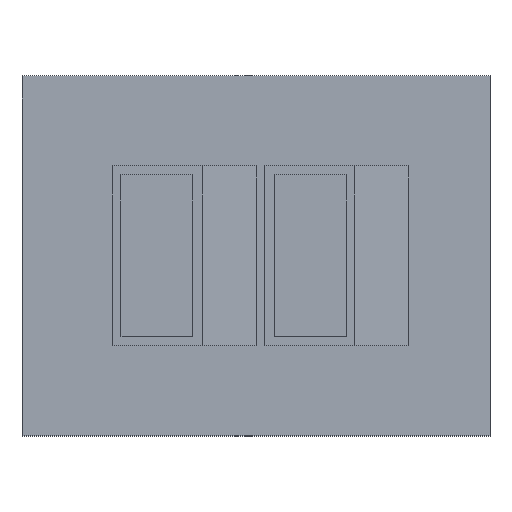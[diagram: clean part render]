
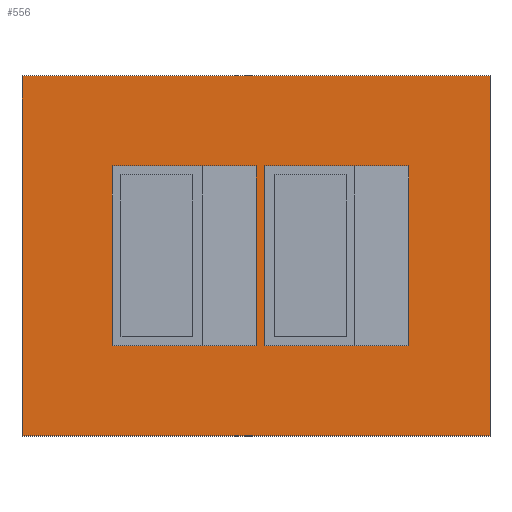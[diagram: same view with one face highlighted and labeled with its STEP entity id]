
A CAD part, top view. The second image highlights one B-rep face of the part: STEP entity #556.
In plain terms, the highlighted planar face has unit normal (0, 0, 1).
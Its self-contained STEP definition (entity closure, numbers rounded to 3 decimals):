
#449=CARTESIAN_POINT('',(116.,-20.,8.));
#450=DIRECTION('',(0.,0.,1.));
#451=DIRECTION('',(1.,0.,0.));
#452=AXIS2_PLACEMENT_3D('',#449,#450,#451);
#453=PLANE('',#452);
#454=CARTESIAN_POINT('',(133.,-10.,8.));
#455=VERTEX_POINT('',#454);
#456=CARTESIAN_POINT('',(117.,-10.,8.));
#457=VERTEX_POINT('',#456);
#458=CARTESIAN_POINT('',(133.,-10.,8.));
#459=DIRECTION('',(-1.,0.,0.));
#460=VECTOR('',#459,16.);
#461=LINE('',#458,#460);
#462=EDGE_CURVE('',#455,#457,#461,.T.);
#463=ORIENTED_EDGE('',*,*,#462,.F.);
#464=CARTESIAN_POINT('',(133.,-30.,8.));
#465=VERTEX_POINT('',#464);
#466=CARTESIAN_POINT('',(133.,-10.,8.));
#467=DIRECTION('',(0.,-1.,0.));
#468=VECTOR('',#467,20.);
#469=LINE('',#466,#468);
#470=EDGE_CURVE('',#455,#465,#469,.T.);
#471=ORIENTED_EDGE('',*,*,#470,.T.);
#472=CARTESIAN_POINT('',(117.,-30.,8.));
#473=VERTEX_POINT('',#472);
#474=CARTESIAN_POINT('',(117.,-30.,8.));
#475=DIRECTION('',(1.,0.,-0.));
#476=VECTOR('',#475,16.);
#477=LINE('',#474,#476);
#478=EDGE_CURVE('',#473,#465,#477,.T.);
#479=ORIENTED_EDGE('',*,*,#478,.F.);
#480=CARTESIAN_POINT('',(117.,-10.,8.));
#481=DIRECTION('',(0.,-1.,0.));
#482=VECTOR('',#481,20.);
#483=LINE('',#480,#482);
#484=EDGE_CURVE('',#457,#473,#483,.T.);
#485=ORIENTED_EDGE('',*,*,#484,.F.);
#486=EDGE_LOOP('',(#463,#471,#479,#485));
#487=FACE_BOUND('',#486,.T.);
#488=CARTESIAN_POINT('',(116.,-10.,8.));
#489=VERTEX_POINT('',#488);
#490=CARTESIAN_POINT('',(100.,-10.,8.));
#491=VERTEX_POINT('',#490);
#492=CARTESIAN_POINT('',(116.,-10.,8.));
#493=DIRECTION('',(-1.,0.,0.));
#494=VECTOR('',#493,16.);
#495=LINE('',#492,#494);
#496=EDGE_CURVE('',#489,#491,#495,.T.);
#497=ORIENTED_EDGE('',*,*,#496,.F.);
#498=CARTESIAN_POINT('',(116.,-30.,8.));
#499=VERTEX_POINT('',#498);
#500=CARTESIAN_POINT('',(116.,-10.,8.));
#501=DIRECTION('',(0.,-1.,0.));
#502=VECTOR('',#501,20.);
#503=LINE('',#500,#502);
#504=EDGE_CURVE('',#489,#499,#503,.T.);
#505=ORIENTED_EDGE('',*,*,#504,.T.);
#506=CARTESIAN_POINT('',(100.,-30.,8.));
#507=VERTEX_POINT('',#506);
#508=CARTESIAN_POINT('',(100.,-30.,8.));
#509=DIRECTION('',(1.,0.,-0.));
#510=VECTOR('',#509,16.);
#511=LINE('',#508,#510);
#512=EDGE_CURVE('',#507,#499,#511,.T.);
#513=ORIENTED_EDGE('',*,*,#512,.F.);
#514=CARTESIAN_POINT('',(100.,-10.,8.));
#515=DIRECTION('',(0.,-1.,0.));
#516=VECTOR('',#515,20.);
#517=LINE('',#514,#516);
#518=EDGE_CURVE('',#491,#507,#517,.T.);
#519=ORIENTED_EDGE('',*,*,#518,.F.);
#520=EDGE_LOOP('',(#497,#505,#513,#519));
#521=FACE_BOUND('',#520,.T.);
#522=CARTESIAN_POINT('',(142.,-40.,8.));
#523=VERTEX_POINT('',#522);
#524=CARTESIAN_POINT('',(90.,-40.,8.));
#525=VERTEX_POINT('',#524);
#526=CARTESIAN_POINT('',(142.,-40.,8.));
#527=DIRECTION('',(-1.,0.,0.));
#528=VECTOR('',#527,52.);
#529=LINE('',#526,#528);
#530=EDGE_CURVE('',#523,#525,#529,.T.);
#531=ORIENTED_EDGE('',*,*,#530,.F.);
#532=CARTESIAN_POINT('',(142.,0.,8.));
#533=VERTEX_POINT('',#532);
#534=CARTESIAN_POINT('',(142.,0.,8.));
#535=DIRECTION('',(0.,-1.,0.));
#536=VECTOR('',#535,40.);
#537=LINE('',#534,#536);
#538=EDGE_CURVE('',#533,#523,#537,.T.);
#539=ORIENTED_EDGE('',*,*,#538,.F.);
#540=CARTESIAN_POINT('',(90.,0.,8.));
#541=VERTEX_POINT('',#540);
#542=CARTESIAN_POINT('',(90.,0.,8.));
#543=DIRECTION('',(1.,0.,-0.));
#544=VECTOR('',#543,52.);
#545=LINE('',#542,#544);
#546=EDGE_CURVE('',#541,#533,#545,.T.);
#547=ORIENTED_EDGE('',*,*,#546,.F.);
#548=CARTESIAN_POINT('',(90.,-40.,8.));
#549=DIRECTION('',(0.,1.,0.));
#550=VECTOR('',#549,40.);
#551=LINE('',#548,#550);
#552=EDGE_CURVE('',#525,#541,#551,.T.);
#553=ORIENTED_EDGE('',*,*,#552,.F.);
#554=EDGE_LOOP('',(#531,#539,#547,#553));
#555=FACE_BOUND('',#554,.T.);
#556=ADVANCED_FACE('',(#487,#521,#555),#453,.T.);
